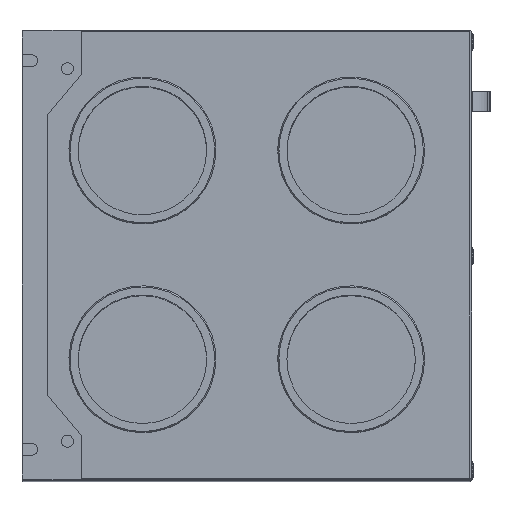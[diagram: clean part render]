
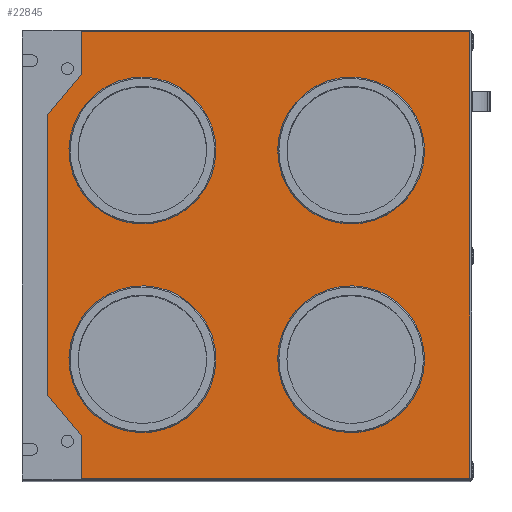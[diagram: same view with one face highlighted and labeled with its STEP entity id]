
A CAD part, top view. The second image highlights one B-rep face of the part: STEP entity #22845.
In plain terms, the highlighted planar face has unit normal (0, 0, 1).
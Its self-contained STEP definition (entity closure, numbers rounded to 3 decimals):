
#22761=AXIS2_PLACEMENT_3D('Plane Axis2P3D',#22758,#22759,#22760) ;
#22775=AXIS2_PLACEMENT_3D('Circle Axis2P3D',#22773,#22774,$) ;
#22784=AXIS2_PLACEMENT_3D('Circle Axis2P3D',#22782,#22783,$) ;
#22793=AXIS2_PLACEMENT_3D('Circle Axis2P3D',#22791,#22792,$) ;
#22802=AXIS2_PLACEMENT_3D('Circle Axis2P3D',#22800,#22801,$) ;
#22811=AXIS2_PLACEMENT_3D('Circle Axis2P3D',#22809,#22810,$) ;
#22820=AXIS2_PLACEMENT_3D('Circle Axis2P3D',#22818,#22819,$) ;
#22829=AXIS2_PLACEMENT_3D('Circle Axis2P3D',#22827,#22828,$) ;
#22838=AXIS2_PLACEMENT_3D('Circle Axis2P3D',#22836,#22837,$) ;
#21856=CARTESIAN_POINT('Vertex',(278.,-206.,400.)) ;
#21859=CARTESIAN_POINT('Line Origine',(251.5,-206.,400.)) ;
#21863=CARTESIAN_POINT('Vertex',(225.,-206.,400.)) ;
#21893=CARTESIAN_POINT('Vertex',(278.,278.,400.)) ;
#21896=CARTESIAN_POINT('Line Origine',(278.,0.,400.)) ;
#21982=CARTESIAN_POINT('Vertex',(-278.,278.,400.)) ;
#21987=CARTESIAN_POINT('Line Origine',(0.,278.,400.)) ;
#22039=CARTESIAN_POINT('Line Origine',(-278.,0.,400.)) ;
#22043=CARTESIAN_POINT('Vertex',(-278.,-206.,400.)) ;
#22063=CARTESIAN_POINT('Vertex',(-225.,-206.,400.)) ;
#22066=CARTESIAN_POINT('Line Origine',(-251.5,-206.,400.)) ;
#22636=CARTESIAN_POINT('Vertex',(-174.946,-248.,400.)) ;
#22639=CARTESIAN_POINT('Line Origine',(-199.973,-227.,400.)) ;
#22655=CARTESIAN_POINT('Vertex',(174.946,-248.,400.)) ;
#22658=CARTESIAN_POINT('Line Origine',(0.,-248.,400.)) ;
#22670=CARTESIAN_POINT('Line Origine',(199.973,-227.,400.)) ;
#22758=CARTESIAN_POINT('Axis2P3D Location',(0.,0.,400.)) ;
#22773=CARTESIAN_POINT('Axis2P3D Location',(-130.,130.,400.)) ;
#22777=CARTESIAN_POINT('Vertex',(-51.018,173.148,400.)) ;
#22779=CARTESIAN_POINT('Vertex',(-208.982,86.852,400.)) ;
#22782=CARTESIAN_POINT('Axis2P3D Location',(-130.,130.,400.)) ;
#22791=CARTESIAN_POINT('Axis2P3D Location',(130.,130.,400.)) ;
#22795=CARTESIAN_POINT('Vertex',(86.852,208.982,400.)) ;
#22797=CARTESIAN_POINT('Vertex',(173.148,51.018,400.)) ;
#22800=CARTESIAN_POINT('Axis2P3D Location',(130.,130.,400.)) ;
#22809=CARTESIAN_POINT('Axis2P3D Location',(130.,-130.,400.)) ;
#22813=CARTESIAN_POINT('Vertex',(208.982,-86.852,400.)) ;
#22815=CARTESIAN_POINT('Vertex',(51.018,-173.148,400.)) ;
#22818=CARTESIAN_POINT('Axis2P3D Location',(130.,-130.,400.)) ;
#22827=CARTESIAN_POINT('Axis2P3D Location',(-130.,-130.,400.)) ;
#22831=CARTESIAN_POINT('Vertex',(-86.852,-208.982,400.)) ;
#22833=CARTESIAN_POINT('Vertex',(-173.148,-51.018,400.)) ;
#22836=CARTESIAN_POINT('Axis2P3D Location',(-130.,-130.,400.)) ;
#21860=DIRECTION('Vector Direction',(1.,0.,0.)) ;
#21897=DIRECTION('Vector Direction',(0.,-1.,0.)) ;
#21988=DIRECTION('Vector Direction',(1.,0.,0.)) ;
#22040=DIRECTION('Vector Direction',(0.,1.,0.)) ;
#22067=DIRECTION('Vector Direction',(1.,0.,0.)) ;
#22640=DIRECTION('Vector Direction',(0.766,-0.643,0.)) ;
#22659=DIRECTION('Vector Direction',(1.,0.,0.)) ;
#22671=DIRECTION('Vector Direction',(0.766,0.643,0.)) ;
#22759=DIRECTION('Axis2P3D Direction',(0.,0.,1.)) ;
#22760=DIRECTION('Axis2P3D XDirection',(1.,0.,0.)) ;
#22774=DIRECTION('Axis2P3D Direction',(0.,0.,1.)) ;
#22783=DIRECTION('Axis2P3D Direction',(0.,0.,1.)) ;
#22792=DIRECTION('Axis2P3D Direction',(0.,0.,1.)) ;
#22801=DIRECTION('Axis2P3D Direction',(0.,0.,1.)) ;
#22810=DIRECTION('Axis2P3D Direction',(0.,0.,1.)) ;
#22819=DIRECTION('Axis2P3D Direction',(0.,0.,1.)) ;
#22828=DIRECTION('Axis2P3D Direction',(0.,0.,1.)) ;
#22837=DIRECTION('Axis2P3D Direction',(0.,0.,1.)) ;
#21861=VECTOR('Line Direction',#21860,1.) ;
#21898=VECTOR('Line Direction',#21897,1.) ;
#21989=VECTOR('Line Direction',#21988,1.) ;
#22041=VECTOR('Line Direction',#22040,1.) ;
#22068=VECTOR('Line Direction',#22067,1.) ;
#22641=VECTOR('Line Direction',#22640,1.) ;
#22660=VECTOR('Line Direction',#22659,1.) ;
#22672=VECTOR('Line Direction',#22671,1.) ;
#22764=ORIENTED_EDGE('',*,*,#21900,.T.) ;
#22765=ORIENTED_EDGE('',*,*,#21991,.T.) ;
#22766=ORIENTED_EDGE('',*,*,#22045,.T.) ;
#22767=ORIENTED_EDGE('',*,*,#22070,.T.) ;
#22768=ORIENTED_EDGE('',*,*,#22643,.T.) ;
#22769=ORIENTED_EDGE('',*,*,#22662,.T.) ;
#22770=ORIENTED_EDGE('',*,*,#22674,.T.) ;
#22771=ORIENTED_EDGE('',*,*,#21865,.T.) ;
#22788=ORIENTED_EDGE('',*,*,#22781,.F.) ;
#22789=ORIENTED_EDGE('',*,*,#22786,.F.) ;
#22806=ORIENTED_EDGE('',*,*,#22799,.F.) ;
#22807=ORIENTED_EDGE('',*,*,#22804,.F.) ;
#22824=ORIENTED_EDGE('',*,*,#22817,.F.) ;
#22825=ORIENTED_EDGE('',*,*,#22822,.F.) ;
#22842=ORIENTED_EDGE('',*,*,#22835,.F.) ;
#22843=ORIENTED_EDGE('',*,*,#22840,.F.) ;
#22790=FACE_BOUND('',#22787,.T.) ;
#22808=FACE_BOUND('',#22805,.T.) ;
#22826=FACE_BOUND('',#22823,.T.) ;
#22844=FACE_BOUND('',#22841,.T.) ;
#22845=ADVANCED_FACE('SD-Box 3D-Datei Internet',(#22772,#22790,#22808,#22826,#22844),#22762,.T.) ;
#22776=CIRCLE('generated circle',#22775,90.) ;
#22785=CIRCLE('generated circle',#22784,90.) ;
#22794=CIRCLE('generated circle',#22793,90.) ;
#22803=CIRCLE('generated circle',#22802,90.) ;
#22812=CIRCLE('generated circle',#22811,90.) ;
#22821=CIRCLE('generated circle',#22820,90.) ;
#22830=CIRCLE('generated circle',#22829,90.) ;
#22839=CIRCLE('generated circle',#22838,90.) ;
#21865=EDGE_CURVE('',#21864,#21857,#21862,.T.) ;
#21900=EDGE_CURVE('',#21857,#21894,#21899,.F.) ;
#21991=EDGE_CURVE('',#21894,#21983,#21990,.F.) ;
#22045=EDGE_CURVE('',#21983,#22044,#22042,.F.) ;
#22070=EDGE_CURVE('',#22044,#22064,#22069,.T.) ;
#22643=EDGE_CURVE('',#22064,#22637,#22642,.T.) ;
#22662=EDGE_CURVE('',#22637,#22656,#22661,.T.) ;
#22674=EDGE_CURVE('',#22656,#21864,#22673,.T.) ;
#22781=EDGE_CURVE('',#22778,#22780,#22776,.T.) ;
#22786=EDGE_CURVE('',#22780,#22778,#22785,.T.) ;
#22799=EDGE_CURVE('',#22796,#22798,#22794,.T.) ;
#22804=EDGE_CURVE('',#22798,#22796,#22803,.T.) ;
#22817=EDGE_CURVE('',#22814,#22816,#22812,.T.) ;
#22822=EDGE_CURVE('',#22816,#22814,#22821,.T.) ;
#22835=EDGE_CURVE('',#22832,#22834,#22830,.T.) ;
#22840=EDGE_CURVE('',#22834,#22832,#22839,.T.) ;
#22763=EDGE_LOOP('',(#22764,#22765,#22766,#22767,#22768,#22769,#22770,#22771)) ;
#22787=EDGE_LOOP('',(#22788,#22789)) ;
#22805=EDGE_LOOP('',(#22806,#22807)) ;
#22823=EDGE_LOOP('',(#22824,#22825)) ;
#22841=EDGE_LOOP('',(#22842,#22843)) ;
#22772=FACE_OUTER_BOUND('',#22763,.T.) ;
#21862=LINE('Line',#21859,#21861) ;
#21899=LINE('Line',#21896,#21898) ;
#21990=LINE('Line',#21987,#21989) ;
#22042=LINE('Line',#22039,#22041) ;
#22069=LINE('Line',#22066,#22068) ;
#22642=LINE('Line',#22639,#22641) ;
#22661=LINE('Line',#22658,#22660) ;
#22673=LINE('Line',#22670,#22672) ;
#22762=PLANE('',#22761) ;
#21857=VERTEX_POINT('',#21856) ;
#21864=VERTEX_POINT('',#21863) ;
#21894=VERTEX_POINT('',#21893) ;
#21983=VERTEX_POINT('',#21982) ;
#22044=VERTEX_POINT('',#22043) ;
#22064=VERTEX_POINT('',#22063) ;
#22637=VERTEX_POINT('',#22636) ;
#22656=VERTEX_POINT('',#22655) ;
#22778=VERTEX_POINT('',#22777) ;
#22780=VERTEX_POINT('',#22779) ;
#22796=VERTEX_POINT('',#22795) ;
#22798=VERTEX_POINT('',#22797) ;
#22814=VERTEX_POINT('',#22813) ;
#22816=VERTEX_POINT('',#22815) ;
#22832=VERTEX_POINT('',#22831) ;
#22834=VERTEX_POINT('',#22833) ;
